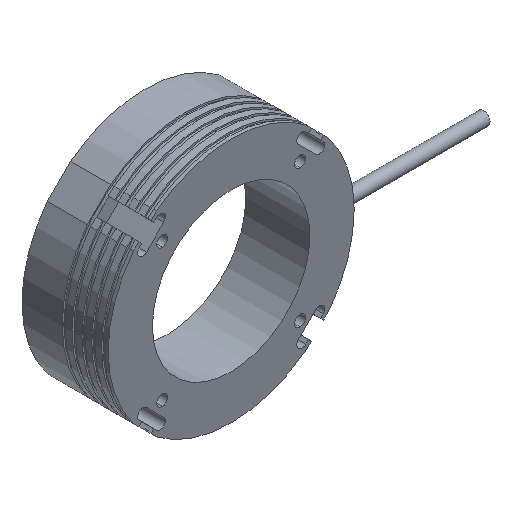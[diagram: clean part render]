
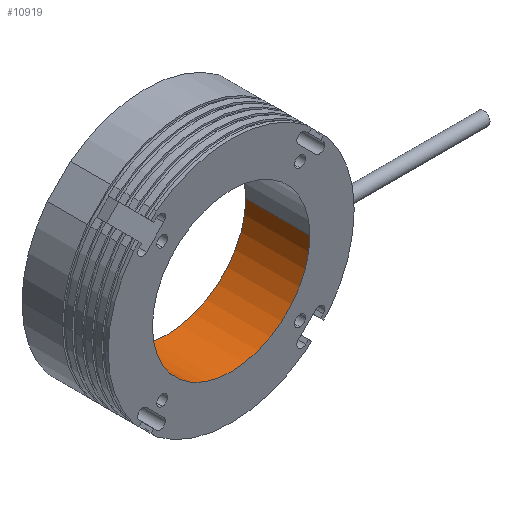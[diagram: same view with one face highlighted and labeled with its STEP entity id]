
A CAD part, isometric view. The second image highlights one B-rep face of the part: STEP entity #10919.
In plain terms, the highlighted cylindrical face has radius 24 mm (diameter 48 mm), a partial arc.
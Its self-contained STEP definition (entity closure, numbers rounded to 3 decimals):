
#440 = EDGE_CURVE ( 'NONE', #12498, #15782, #12709, .T. ) ;
#1546 = EDGE_CURVE ( 'NONE', #15782, #4555, #14287, .T. ) ;
#2091 = AXIS2_PLACEMENT_3D ( 'NONE', #14357, #11387, #2846 ) ;
#2846 = DIRECTION ( 'NONE',  ( 1., 0., 0. ) ) ;
#4133 = CARTESIAN_POINT ( 'NONE',  ( 24., 76.239, 0. ) ) ;
#4361 = EDGE_CURVE ( 'NONE', #12498, #9372, #12992, .T. ) ;
#4467 = ORIENTED_EDGE ( 'NONE', *, *, #1546, .F. ) ;
#4555 = VERTEX_POINT ( 'NONE', #15688 ) ;
#4623 = ORIENTED_EDGE ( 'NONE', *, *, #4361, .T. ) ;
#4651 = AXIS2_PLACEMENT_3D ( 'NONE', #16517, #9020, #4774 ) ;
#4774 = DIRECTION ( 'NONE',  ( 0., 0., -1. ) ) ;
#4972 = CARTESIAN_POINT ( 'NONE',  ( -24., 76.239, 0. ) ) ;
#5697 = CYLINDRICAL_SURFACE ( 'NONE', #15291, 24. ) ;
#6283 = EDGE_LOOP ( 'NONE', ( #14135, #4623, #8557, #4467 ) ) ;
#7087 = DIRECTION ( 'NONE',  ( 0., -1., 0. ) ) ;
#8557 = ORIENTED_EDGE ( 'NONE', *, *, #9010, .T. ) ;
#8764 = CARTESIAN_POINT ( 'NONE',  ( 0., 76.239, 0. ) ) ;
#9010 = EDGE_CURVE ( 'NONE', #9372, #4555, #13287, .T. ) ;
#9020 = DIRECTION ( 'NONE',  ( 0., -1., 0. ) ) ;
#9141 = VECTOR ( 'NONE', #9156, 1000. ) ;
#9156 = DIRECTION ( 'NONE',  ( 0., -1., 0. ) ) ;
#9372 = VERTEX_POINT ( 'NONE', #16761 ) ;
#10919 = ADVANCED_FACE ( 'NONE', ( #14798 ), #5697, .F. ) ;
#11387 = DIRECTION ( 'NONE',  ( 0., -1., 0. ) ) ;
#12498 = VERTEX_POINT ( 'NONE', #17915 ) ;
#12709 = CIRCLE ( 'NONE', #4651, 24. ) ;
#12992 = LINE ( 'NONE', #4972, #9141 ) ;
#13230 = CARTESIAN_POINT ( 'NONE',  ( 24., 4.55, 0. ) ) ;
#13287 = CIRCLE ( 'NONE', #2091, 24. ) ;
#14135 = ORIENTED_EDGE ( 'NONE', *, *, #440, .F. ) ;
#14287 = LINE ( 'NONE', #4133, #17016 ) ;
#14357 = CARTESIAN_POINT ( 'NONE',  ( 0., -15., 0. ) ) ;
#14798 = FACE_OUTER_BOUND ( 'NONE', #6283, .T. ) ;
#15291 = AXIS2_PLACEMENT_3D ( 'NONE', #8764, #17585, #16005 ) ;
#15688 = CARTESIAN_POINT ( 'NONE',  ( 24., -15., 0. ) ) ;
#15782 = VERTEX_POINT ( 'NONE', #13230 ) ;
#16005 = DIRECTION ( 'NONE',  ( 1., 0., 0. ) ) ;
#16517 = CARTESIAN_POINT ( 'NONE',  ( 0., 4.55, 0. ) ) ;
#16761 = CARTESIAN_POINT ( 'NONE',  ( -24., -15., 0. ) ) ;
#17016 = VECTOR ( 'NONE', #7087, 1000. ) ;
#17585 = DIRECTION ( 'NONE',  ( 0., -1., 0. ) ) ;
#17915 = CARTESIAN_POINT ( 'NONE',  ( -24., 4.55, 0. ) ) ;
